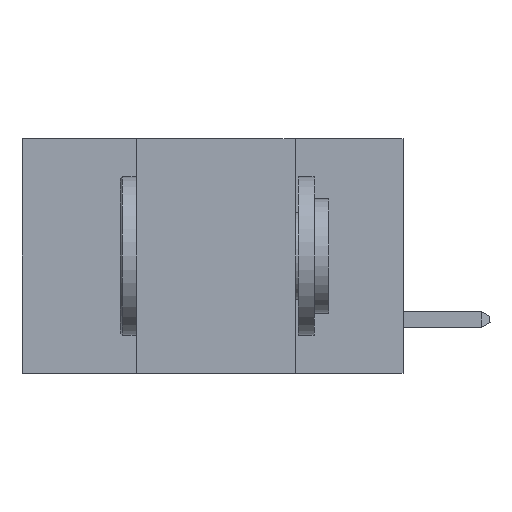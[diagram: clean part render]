
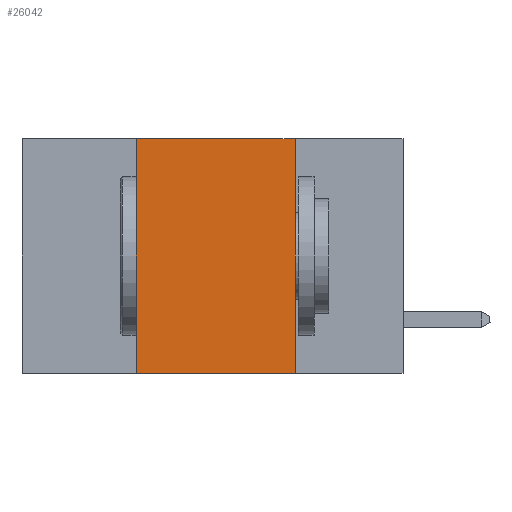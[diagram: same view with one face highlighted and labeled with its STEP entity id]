
A CAD part, left-side view. The second image highlights one B-rep face of the part: STEP entity #26042.
In plain terms, the highlighted planar face has unit normal (-1, 0, 0).
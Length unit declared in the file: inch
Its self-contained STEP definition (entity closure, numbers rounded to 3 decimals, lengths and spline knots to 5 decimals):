
#248 = CARTESIAN_POINT ( 'NONE',  ( 0., 0.42, 0. ) ) ;
#280 = LINE ( 'NONE', #20422, #15914 ) ;
#1894 = CARTESIAN_POINT ( 'NONE',  ( 0., 0.6, 0. ) ) ;
#2273 = CARTESIAN_POINT ( 'NONE',  ( 0., 0.17, 0. ) ) ;
#2632 = VERTEX_POINT ( 'NONE', #2831 ) ;
#2831 = CARTESIAN_POINT ( 'NONE',  ( 0., 0.42, 0. ) ) ;
#3168 = EDGE_CURVE ( 'NONE', #22607, #18999, #11864, .T. ) ;
#3478 = FACE_OUTER_BOUND ( 'NONE', #9429, .T. ) ;
#5422 = VECTOR ( 'NONE', #13603, 39.37008 ) ;
#6222 = DIRECTION ( 'NONE',  ( 0., 0., -1. ) ) ;
#7268 = EDGE_CURVE ( 'NONE', #2632, #22607, #280, .T. ) ;
#7325 = CARTESIAN_POINT ( 'NONE',  ( 0., 0.17, -0.37 ) ) ;
#8124 = ORIENTED_EDGE ( 'NONE', *, *, #23059, .T. ) ;
#8625 = ORIENTED_EDGE ( 'NONE', *, *, #7268, .F. ) ;
#8925 = DIRECTION ( 'NONE',  ( 0., 0., 1. ) ) ;
#9429 = EDGE_LOOP ( 'NONE', ( #15213, #8625, #11294, #8124 ) ) ;
#11294 = ORIENTED_EDGE ( 'NONE', *, *, #14886, .F. ) ;
#11864 = LINE ( 'NONE', #23685, #17282 ) ;
#12944 = PLANE ( 'NONE',  #25677 ) ;
#13603 = DIRECTION ( 'NONE',  ( 0., -1., 0. ) ) ;
#13797 = CARTESIAN_POINT ( 'NONE',  ( 0., 0.6, -0.37 ) ) ;
#13936 = DIRECTION ( 'NONE',  ( 0., -1., 0. ) ) ;
#14609 = LINE ( 'NONE', #13797, #5422 ) ;
#14886 = EDGE_CURVE ( 'NONE', #28049, #2632, #20488, .T. ) ;
#15213 = ORIENTED_EDGE ( 'NONE', *, *, #3168, .F. ) ;
#15914 = VECTOR ( 'NONE', #13936, 39.37008 ) ;
#17282 = VECTOR ( 'NONE', #24142, 39.37008 ) ;
#18999 = VERTEX_POINT ( 'NONE', #7325 ) ;
#20422 = CARTESIAN_POINT ( 'NONE',  ( 0., 0.6, 0. ) ) ;
#20488 = LINE ( 'NONE', #248, #27617 ) ;
#22607 = VERTEX_POINT ( 'NONE', #2273 ) ;
#23059 = EDGE_CURVE ( 'NONE', #28049, #18999, #14609, .T. ) ;
#23685 = CARTESIAN_POINT ( 'NONE',  ( 0., 0.17, 0. ) ) ;
#24142 = DIRECTION ( 'NONE',  ( 0., 0., -1. ) ) ;
#25677 = AXIS2_PLACEMENT_3D ( 'NONE', #1894, #25702, #6222 ) ;
#25702 = DIRECTION ( 'NONE',  ( 1., 0., 0. ) ) ;
#26042 = ADVANCED_FACE ( 'NONE', ( #3478 ), #12944, .F. ) ;
#26902 = CARTESIAN_POINT ( 'NONE',  ( 0., 0.42, -0.37 ) ) ;
#27617 = VECTOR ( 'NONE', #8925, 39.37008 ) ;
#28049 = VERTEX_POINT ( 'NONE', #26902 ) ;
